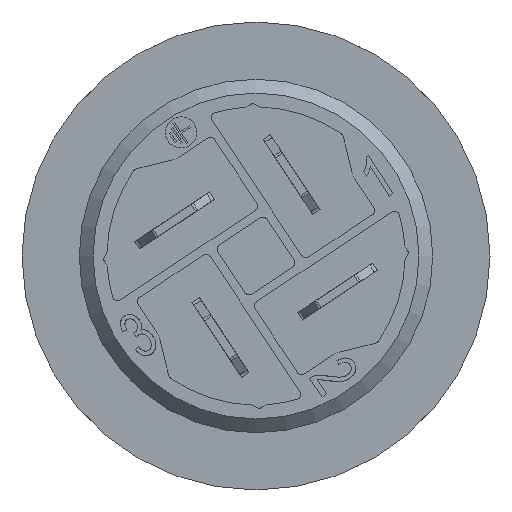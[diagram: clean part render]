
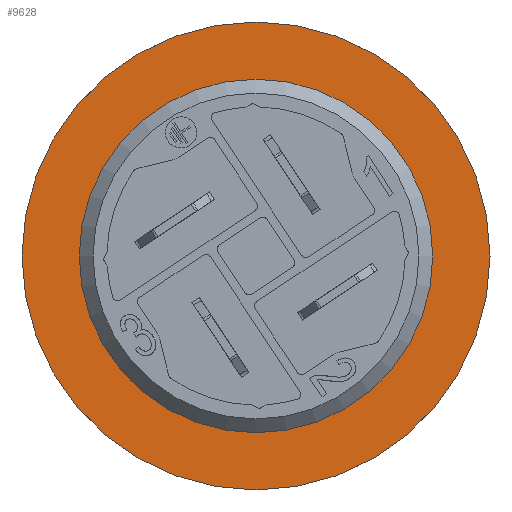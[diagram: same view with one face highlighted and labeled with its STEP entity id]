
A CAD part, front view. The second image highlights one B-rep face of the part: STEP entity #9628.
In plain terms, the highlighted planar face has unit normal (0, -1, 0).
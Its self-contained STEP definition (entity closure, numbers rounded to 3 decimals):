
#9628=ADVANCED_FACE('',(#10212,#10213),#10053,.T.);
#10053=PLANE('',#21703);
#10212=FACE_BOUND('',#10890,.T.);
#10213=FACE_BOUND('',#10891,.T.);
#10890=EDGE_LOOP('',(#14971));
#10891=EDGE_LOOP('',(#14972));
#14971=ORIENTED_EDGE('',*,*,#19373,.T.);
#14972=ORIENTED_EDGE('',*,*,#19374,.F.);
#17136=VERTEX_POINT('',#32569);
#17137=VERTEX_POINT('',#32571);
#19373=EDGE_CURVE('',#17136,#17136,#20387,.T.);
#19374=EDGE_CURVE('',#17137,#17137,#20388,.T.);
#20387=CIRCLE('',#21701,10.2);
#20388=CIRCLE('',#21702,13.5);
#21701=AXIS2_PLACEMENT_3D('',#32568,#25116,#25117);
#21702=AXIS2_PLACEMENT_3D('',#32570,#25118,#25119);
#21703=AXIS2_PLACEMENT_3D('',#32572,#25120,#25121);
#25116=DIRECTION('',(0.,1.,0.));
#25117=DIRECTION('',(0.,0.,-1.));
#25118=DIRECTION('',(0.,1.,0.));
#25119=DIRECTION('',(1.,0.,0.));
#25120=DIRECTION('',(0.,-1.,0.));
#25121=DIRECTION('',(0.,0.,1.));
#32568=CARTESIAN_POINT('',(-21.97,-128.563,-132.162));
#32569=CARTESIAN_POINT('',(-21.97,-128.563,-142.362));
#32570=CARTESIAN_POINT('',(-21.97,-128.563,-132.162));
#32571=CARTESIAN_POINT('',(-8.47,-128.563,-132.162));
#32572=CARTESIAN_POINT('',(-7.795,-128.563,-146.337));
